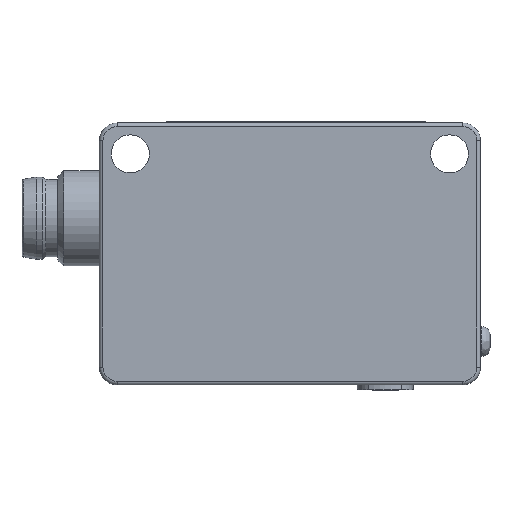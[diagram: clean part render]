
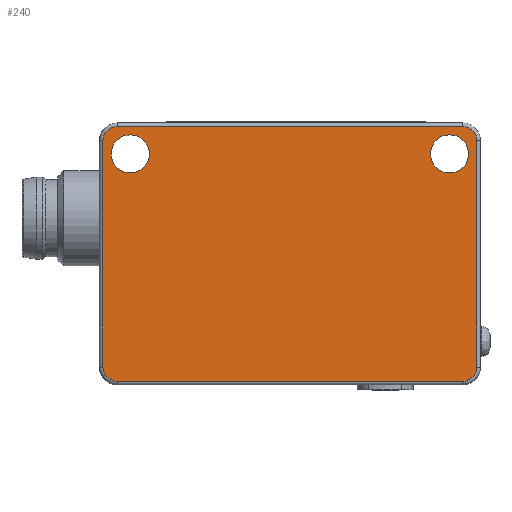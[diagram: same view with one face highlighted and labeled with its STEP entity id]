
A CAD part, front view. The second image highlights one B-rep face of the part: STEP entity #240.
In plain terms, the highlighted planar face has unit normal (0, -1, 0).
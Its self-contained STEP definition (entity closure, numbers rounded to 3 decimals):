
#240 = ADVANCED_FACE( '', ( #552, #553, #554 ), #555, .T. );
#552 = FACE_OUTER_BOUND( '', #969, .T. );
#553 = FACE_BOUND( '', #970, .T. );
#554 = FACE_BOUND( '', #971, .T. );
#555 = PLANE( '', #972 );
#969 = EDGE_LOOP( '', ( #1618, #1619, #1620, #1621, #1622, #1623, #1624, #1625 ) );
#970 = EDGE_LOOP( '', ( #1626 ) );
#971 = EDGE_LOOP( '', ( #1627 ) );
#972 = AXIS2_PLACEMENT_3D( '', #1628, #1629, #1630 );
#1618 = ORIENTED_EDGE( '', *, *, #2364, .T. );
#1619 = ORIENTED_EDGE( '', *, *, #2399, .T. );
#1620 = ORIENTED_EDGE( '', *, *, #2403, .T. );
#1621 = ORIENTED_EDGE( '', *, *, #2404, .T. );
#1622 = ORIENTED_EDGE( '', *, *, #2217, .T. );
#1623 = ORIENTED_EDGE( '', *, *, #2405, .T. );
#1624 = ORIENTED_EDGE( '', *, *, #2406, .T. );
#1625 = ORIENTED_EDGE( '', *, *, #2407, .T. );
#1626 = ORIENTED_EDGE( '', *, *, #2408, .F. );
#1627 = ORIENTED_EDGE( '', *, *, #2409, .F. );
#1628 = CARTESIAN_POINT( '', ( 0., -6., 0. ) );
#1629 = DIRECTION( '', ( 0., -1., 0. ) );
#1630 = DIRECTION( '', ( 0., 0., -1. ) );
#2217 = EDGE_CURVE( '', #2608, #2606, #2609, .T. );
#2364 = EDGE_CURVE( '', #2844, #2848, #2850, .T. );
#2399 = EDGE_CURVE( '', #2848, #2897, #2899, .T. );
#2403 = EDGE_CURVE( '', #2897, #2903, #2904, .T. );
#2404 = EDGE_CURVE( '', #2903, #2608, #2905, .T. );
#2405 = EDGE_CURVE( '', #2606, #2906, #2907, .T. );
#2406 = EDGE_CURVE( '', #2906, #2908, #2909, .T. );
#2407 = EDGE_CURVE( '', #2908, #2844, #2910, .T. );
#2408 = EDGE_CURVE( '', #2911, #2911, #2912, .T. );
#2409 = EDGE_CURVE( '', #2913, #2913, #2914, .T. );
#2606 = VERTEX_POINT( '', #3156 );
#2608 = VERTEX_POINT( '', #3158 );
#2609 = LINE( '', #3159, #3160 );
#2844 = VERTEX_POINT( '', #3462 );
#2848 = VERTEX_POINT( '', #3467 );
#2850 = LINE( '', #3469, #3470 );
#2897 = VERTEX_POINT( '', #3533 );
#2899 = CIRCLE( '', #3535, 1.2 );
#2903 = VERTEX_POINT( '', #3540 );
#2904 = LINE( '', #3541, #3542 );
#2905 = CIRCLE( '', #3543, 1.2 );
#2906 = VERTEX_POINT( '', #3544 );
#2907 = CIRCLE( '', #3545, 1.2 );
#2908 = VERTEX_POINT( '', #3546 );
#2909 = LINE( '', #3547, #3548 );
#2910 = CIRCLE( '', #3549, 1.2 );
#2911 = VERTEX_POINT( '', #3550 );
#2912 = CIRCLE( '', #3551, 1.6 );
#2913 = VERTEX_POINT( '', #3552 );
#2914 = CIRCLE( '', #3553, 1.6 );
#3156 = CARTESIAN_POINT( '', ( 14.5, -6., -13.7 ) );
#3158 = CARTESIAN_POINT( '', ( -14.5, -6., -13.7 ) );
#3159 = CARTESIAN_POINT( '', ( 14.5, -6., -13.7 ) );
#3160 = VECTOR( '', #3819, 1000. );
#3462 = CARTESIAN_POINT( '', ( 14.5, -6., 7.7 ) );
#3467 = CARTESIAN_POINT( '', ( -14.5, -6., 7.7 ) );
#3469 = CARTESIAN_POINT( '', ( -14.5, -6., 7.7 ) );
#3470 = VECTOR( '', #4026, 1000. );
#3533 = CARTESIAN_POINT( '', ( -15.7, -6., 6.5 ) );
#3535 = AXIS2_PLACEMENT_3D( '', #4067, #4068, #4069 );
#3540 = CARTESIAN_POINT( '', ( -15.7, -6., -12.5 ) );
#3541 = CARTESIAN_POINT( '', ( -15.7, -6., -6.5 ) );
#3542 = VECTOR( '', #4071, 1000. );
#3543 = AXIS2_PLACEMENT_3D( '', #4072, #4073, #4074 );
#3544 = CARTESIAN_POINT( '', ( 15.7, -6., -12.5 ) );
#3545 = AXIS2_PLACEMENT_3D( '', #4075, #4076, #4077 );
#3546 = CARTESIAN_POINT( '', ( 15.7, -6., 6.5 ) );
#3547 = CARTESIAN_POINT( '', ( 15.7, -6., 0. ) );
#3548 = VECTOR( '', #4078, 1000. );
#3549 = AXIS2_PLACEMENT_3D( '', #4079, #4080, #4081 );
#3550 = CARTESIAN_POINT( '', ( 13.4, -6., 3.8 ) );
#3551 = AXIS2_PLACEMENT_3D( '', #4082, #4083, #4084 );
#3552 = CARTESIAN_POINT( '', ( -13.4, -6., 3.8 ) );
#3553 = AXIS2_PLACEMENT_3D( '', #4085, #4086, #4087 );
#3819 = DIRECTION( '', ( 1., 0., 0. ) );
#4026 = DIRECTION( '', ( -1., 0., 0. ) );
#4067 = CARTESIAN_POINT( '', ( -14.5, -6., 6.5 ) );
#4068 = DIRECTION( '', ( 0., -1., 0. ) );
#4069 = DIRECTION( '', ( 0., 0., -1. ) );
#4071 = DIRECTION( '', ( 0., 0., -1. ) );
#4072 = CARTESIAN_POINT( '', ( -14.5, -6., -12.5 ) );
#4073 = DIRECTION( '', ( 0., -1., 0. ) );
#4074 = DIRECTION( '', ( 0., 0., -1. ) );
#4075 = CARTESIAN_POINT( '', ( 14.5, -6., -12.5 ) );
#4076 = DIRECTION( '', ( 0., -1., 0. ) );
#4077 = DIRECTION( '', ( 0., 0., -1. ) );
#4078 = DIRECTION( '', ( 0., 0., 1. ) );
#4079 = CARTESIAN_POINT( '', ( 14.5, -6., 6.5 ) );
#4080 = DIRECTION( '', ( 0., -1., 0. ) );
#4081 = DIRECTION( '', ( 0., 0., -1. ) );
#4082 = CARTESIAN_POINT( '', ( 13.4, -6., 5.4 ) );
#4083 = DIRECTION( '', ( 0., -1., 0. ) );
#4084 = DIRECTION( '', ( 0., 0., -1. ) );
#4085 = CARTESIAN_POINT( '', ( -13.4, -6., 5.4 ) );
#4086 = DIRECTION( '', ( 0., -1., 0. ) );
#4087 = DIRECTION( '', ( 0., 0., -1. ) );
